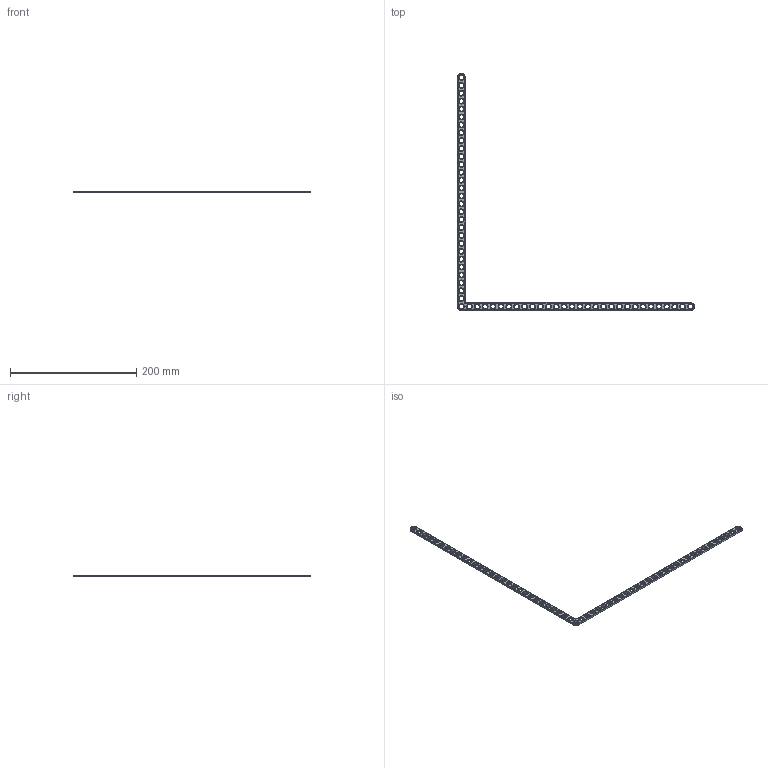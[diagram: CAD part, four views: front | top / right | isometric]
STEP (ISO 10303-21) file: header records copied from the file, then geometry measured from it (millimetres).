
FILE_DESCRIPTION(('FreeCAD Model'),'2;1');
FILE_NAME('Open CASCADE Shape Model','2024-02-09T22:50:54',(''),(''), 'Open CASCADE STEP processor 7.6','FreeCAD','Unknown');
FILE_SCHEMA(('AUTOMOTIVE_DESIGN { 1 0 10303 214 1 1 1 1 }'));
Products named in the file (1): Brace AGD 90 SYM ERR BU30x00.25 - SPN-BRC-0638 (stemfie.org)
Bounding box: 375 x 375 x 3.12 mm (x, y, z)
Volume: 20603.6 mm3; surface area: 22185.9 mm2
Topology: 1 solids, 1 shells, 880 faces, 2217 edges, 1434 vertices
Faces by surface type: plane 386, extrusion 246, cone 124, cylinder 124
Full cylindrical faces by diameter (mm): 7 x59, 9.2 x59
Entity records: 57261 total; most frequent: CARTESIAN_POINT 13906, DIRECTION 7191, VECTOR 4988, LINE 4742, ORIENTED_EDGE 4434, PCURVE 4434, DEFINITIONAL_REPRESENTATION 4434, EDGE_CURVE 2217
